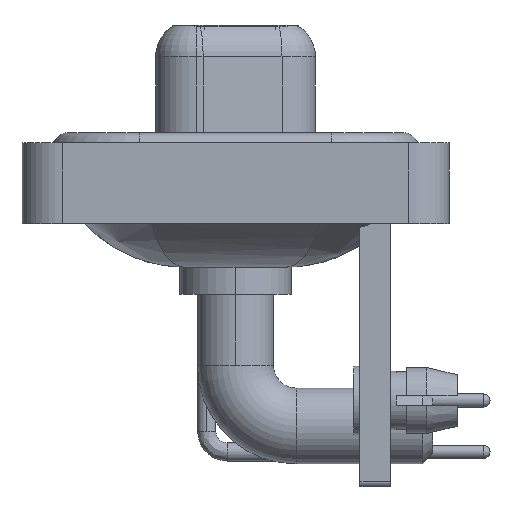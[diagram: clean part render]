
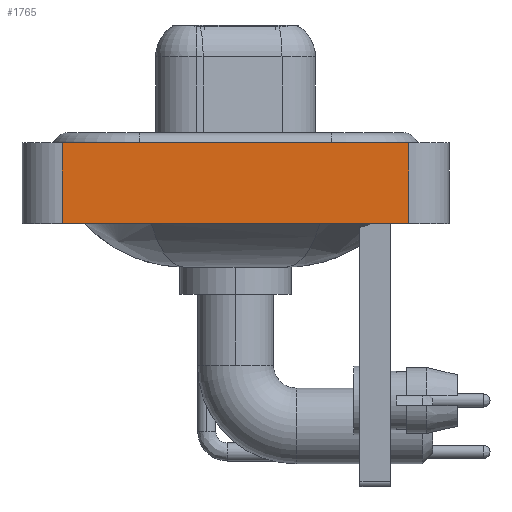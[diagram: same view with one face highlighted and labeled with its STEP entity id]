
A CAD part, left-side view. The second image highlights one B-rep face of the part: STEP entity #1765.
In plain terms, the highlighted planar face has unit normal (-1, 0, 0).
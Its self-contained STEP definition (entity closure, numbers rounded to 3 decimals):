
#1765 = ADVANCED_FACE ( 'NONE', ( #22698 ), #13768, .T. ) ;
#1874 = DIRECTION ( 'NONE',  ( 0., -1., 0. ) ) ;
#2538 = LINE ( 'NONE', #15109, #16010 ) ;
#5253 = CARTESIAN_POINT ( 'NONE',  ( -7.3, -8.55, 0.4 ) ) ;
#6133 = DIRECTION ( 'NONE',  ( 0., -1., 0. ) ) ;
#6251 = CARTESIAN_POINT ( 'NONE',  ( -7.3, -8.55, 0.4 ) ) ;
#6775 = LINE ( 'NONE', #5253, #6969 ) ;
#6969 = VECTOR ( 'NONE', #1874, 1000. ) ;
#7071 = EDGE_LOOP ( 'NONE', ( #22472, #21373, #15596, #22265 ) ) ;
#9809 = VERTEX_POINT ( 'NONE', #16447 ) ;
#10331 = EDGE_CURVE ( 'NONE', #12138, #9809, #22300, .T. ) ;
#11165 = EDGE_CURVE ( 'NONE', #12138, #12397, #2538, .T. ) ;
#11730 = CARTESIAN_POINT ( 'NONE',  ( -7.3, 8.55, -3.6 ) ) ;
#11878 = VECTOR ( 'NONE', #20796, 1000. ) ;
#12138 = VERTEX_POINT ( 'NONE', #14168 ) ;
#12359 = EDGE_CURVE ( 'NONE', #12397, #22057, #12992, .T. ) ;
#12397 = VERTEX_POINT ( 'NONE', #20203 ) ;
#12992 = LINE ( 'NONE', #16379, #13647 ) ;
#13222 = DIRECTION ( 'NONE',  ( 0., 0., 1. ) ) ;
#13647 = VECTOR ( 'NONE', #13222, 1000. ) ;
#13768 = PLANE ( 'NONE',  #14386 ) ;
#14168 = CARTESIAN_POINT ( 'NONE',  ( -7.3, 8.55, -3.6 ) ) ;
#14386 = AXIS2_PLACEMENT_3D ( 'NONE', #19232, #17489, #20844 ) ;
#15109 = CARTESIAN_POINT ( 'NONE',  ( -7.3, -8.55, -3.6 ) ) ;
#15596 = ORIENTED_EDGE ( 'NONE', *, *, #10331, .F. ) ;
#16010 = VECTOR ( 'NONE', #6133, 1000. ) ;
#16379 = CARTESIAN_POINT ( 'NONE',  ( -7.3, -8.55, -3.6 ) ) ;
#16447 = CARTESIAN_POINT ( 'NONE',  ( -7.3, 8.55, 0.4 ) ) ;
#17489 = DIRECTION ( 'NONE',  ( -1., 0., 0. ) ) ;
#19063 = EDGE_CURVE ( 'NONE', #9809, #22057, #6775, .T. ) ;
#19232 = CARTESIAN_POINT ( 'NONE',  ( -7.3, -8.55, -3.6 ) ) ;
#20203 = CARTESIAN_POINT ( 'NONE',  ( -7.3, -8.55, -3.6 ) ) ;
#20796 = DIRECTION ( 'NONE',  ( 0., 0., 1. ) ) ;
#20844 = DIRECTION ( 'NONE',  ( 0., 0., 1. ) ) ;
#21373 = ORIENTED_EDGE ( 'NONE', *, *, #19063, .F. ) ;
#22057 = VERTEX_POINT ( 'NONE', #6251 ) ;
#22265 = ORIENTED_EDGE ( 'NONE', *, *, #11165, .T. ) ;
#22300 = LINE ( 'NONE', #11730, #11878 ) ;
#22472 = ORIENTED_EDGE ( 'NONE', *, *, #12359, .T. ) ;
#22698 = FACE_OUTER_BOUND ( 'NONE', #7071, .T. ) ;
